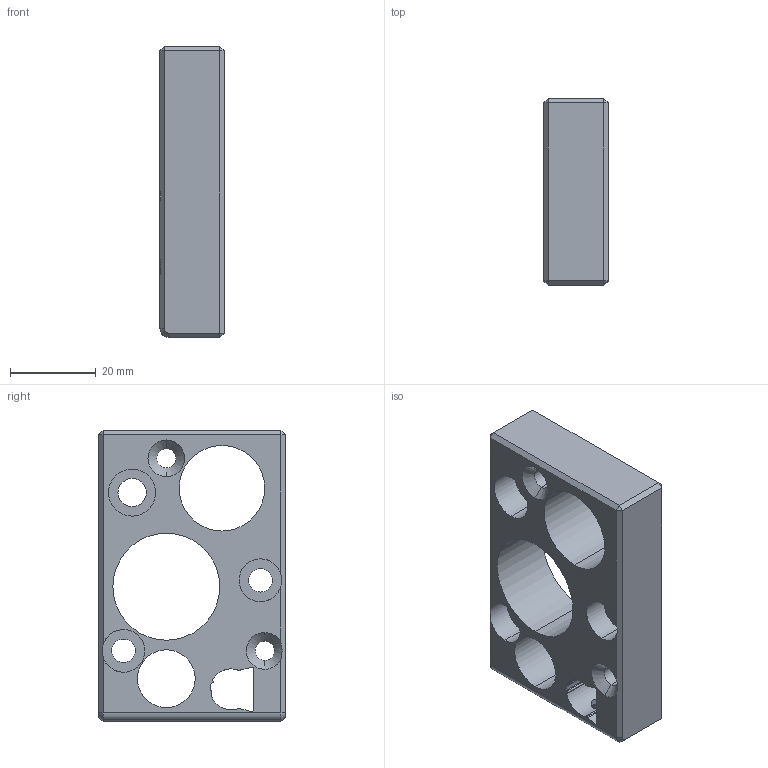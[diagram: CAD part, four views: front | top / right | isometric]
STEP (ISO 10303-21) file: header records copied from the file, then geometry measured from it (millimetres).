
FILE_DESCRIPTION (( 'STEP AP214' ), '1' );
FILE_NAME ('bau0214402847.step', '2023-07-13T04:42:40', ( '' ), ( '' ), 'SwSTEP 2.0', 'SolidWorks 2022', '' );
FILE_SCHEMA (( 'AUTOMOTIVE_DESIGN' ));
Length unit declared in the file: millimetre
Products named in the file (1): bau0214402847
Bounding box: 15 x 43.6 x 68 mm (x, y, z)
Volume: 25532.8 mm3; surface area: 11599 mm2
Topology: 1 solids, 1 shells, 92 faces, 238 edges, 145 vertices
Faces by surface type: cylinder 49, plane 29, cone 14
Entity records: 2958 total; most frequent: CARTESIAN_POINT 605, DIRECTION 508, ORIENTED_EDGE 472, EDGE_CURVE 236, AXIS2_PLACEMENT_3D 194, VERTEX_POINT 145, LINE 120, VECTOR 120
